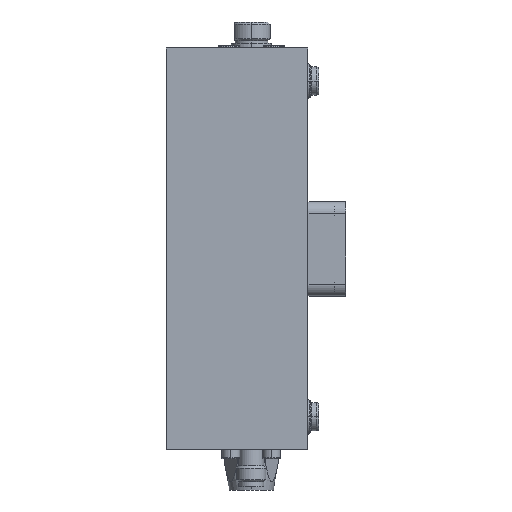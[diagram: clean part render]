
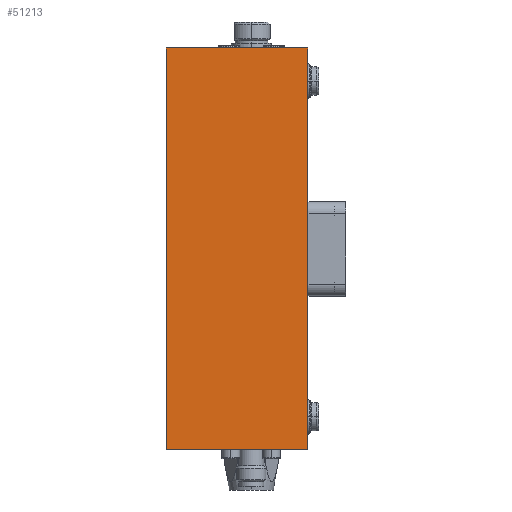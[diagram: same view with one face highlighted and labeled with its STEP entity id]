
A CAD part, left-side view. The second image highlights one B-rep face of the part: STEP entity #51213.
In plain terms, the highlighted planar face has unit normal (-1, 0, 0).
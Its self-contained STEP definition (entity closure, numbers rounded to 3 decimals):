
#1440 = FACE_OUTER_BOUND ( 'NONE', #95502, .T. ) ;
#3998 = CARTESIAN_POINT ( 'NONE',  ( -38.495, 13.769, -42.458 ) ) ;
#7372 = CARTESIAN_POINT ( 'NONE',  ( -38.495, 13.769, 42.542 ) ) ;
#8521 = PLANE ( 'NONE',  #35318 ) ;
#10072 = CARTESIAN_POINT ( 'NONE',  ( -38.495, 13.769, 42.542 ) ) ;
#14016 = ORIENTED_EDGE ( 'NONE', *, *, #40367, .T. ) ;
#17561 = CARTESIAN_POINT ( 'NONE',  ( -38.495, -16.231, 42.542 ) ) ;
#17775 = VECTOR ( 'NONE', #122803, 1000. ) ;
#19259 = DIRECTION ( 'NONE',  ( 0., -1., 0. ) ) ;
#23390 = EDGE_CURVE ( 'NONE', #50880, #67835, #131636, .T. ) ;
#31793 = VERTEX_POINT ( 'NONE', #10072 ) ;
#35318 = AXIS2_PLACEMENT_3D ( 'NONE', #115877, #44802, #127840 ) ;
#36578 = CARTESIAN_POINT ( 'NONE',  ( -38.495, 13.769, -42.458 ) ) ;
#36680 = VECTOR ( 'NONE', #19259, 1000. ) ;
#40367 = EDGE_CURVE ( 'NONE', #67835, #106749, #136632, .T. ) ;
#44802 = DIRECTION ( 'NONE',  ( 1., 0., 0. ) ) ;
#45636 = VECTOR ( 'NONE', #122420, 1000. ) ;
#46880 = DIRECTION ( 'NONE',  ( 0., -1., 0. ) ) ;
#50880 = VERTEX_POINT ( 'NONE', #36578 ) ;
#51213 = ADVANCED_FACE ( 'NONE', ( #1440 ), #8521, .F. ) ;
#67835 = VERTEX_POINT ( 'NONE', #70718 ) ;
#68505 = VECTOR ( 'NONE', #46880, 1000. ) ;
#70718 = CARTESIAN_POINT ( 'NONE',  ( -38.495, -16.231, -42.458 ) ) ;
#76809 = ORIENTED_EDGE ( 'NONE', *, *, #23390, .T. ) ;
#95502 = EDGE_LOOP ( 'NONE', ( #14016, #109155, #111325, #76809 ) ) ;
#106749 = VERTEX_POINT ( 'NONE', #17561 ) ;
#109155 = ORIENTED_EDGE ( 'NONE', *, *, #143224, .F. ) ;
#110467 = CARTESIAN_POINT ( 'NONE',  ( -38.495, -16.231, -42.458 ) ) ;
#111325 = ORIENTED_EDGE ( 'NONE', *, *, #131177, .F. ) ;
#115877 = CARTESIAN_POINT ( 'NONE',  ( -38.495, 13.769, -42.458 ) ) ;
#117448 = CARTESIAN_POINT ( 'NONE',  ( -38.495, 13.769, -42.458 ) ) ;
#122420 = DIRECTION ( 'NONE',  ( 0., 0., 1. ) ) ;
#122803 = DIRECTION ( 'NONE',  ( 0., 0., 1. ) ) ;
#127840 = DIRECTION ( 'NONE',  ( 0., 0., -1. ) ) ;
#131177 = EDGE_CURVE ( 'NONE', #50880, #31793, #143954, .T. ) ;
#131452 = LINE ( 'NONE', #7372, #36680 ) ;
#131636 = LINE ( 'NONE', #117448, #68505 ) ;
#136632 = LINE ( 'NONE', #110467, #45636 ) ;
#143224 = EDGE_CURVE ( 'NONE', #31793, #106749, #131452, .T. ) ;
#143954 = LINE ( 'NONE', #3998, #17775 ) ;
